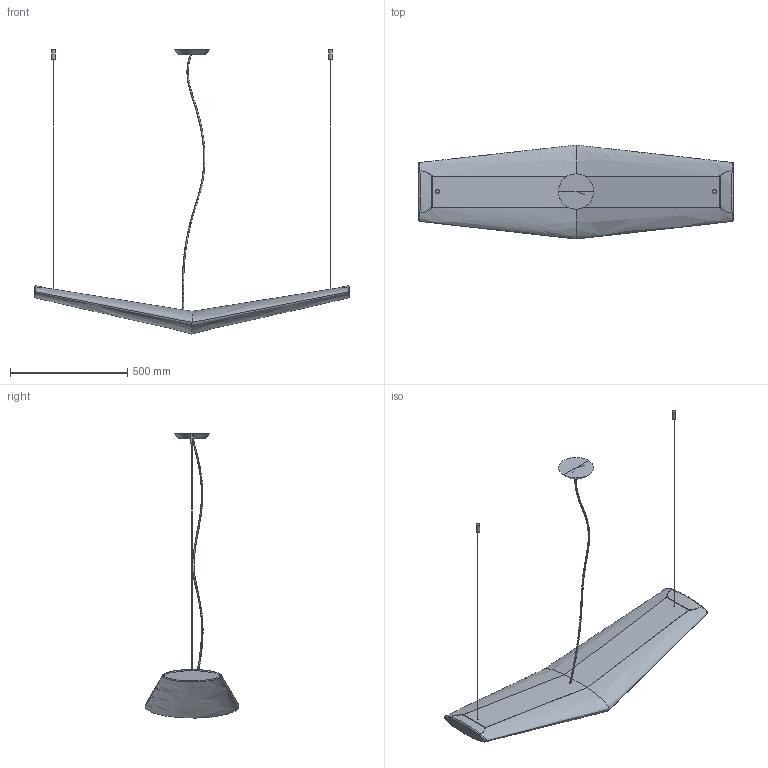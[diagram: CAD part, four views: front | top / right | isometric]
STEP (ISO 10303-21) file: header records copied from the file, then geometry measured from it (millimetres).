
FILE_DESCRIPTION(/* description */ (''),/* implementation_level */ '2;1');
FILE_NAME(/* name */ 'MOUETTE simmetrical',/* time_stamp */ '2009-04-10T16:50:29+02:00',/* author */ (''),/* organization */ (''),/* preprocessor_version */ 'ST-DEVELOPER v10',/* originating_system */ '',/* authorisation */ '');
FILE_SCHEMA (('CONFIG_CONTROL_DESIGN'));
Length unit declared in the file: centimetre
Products named in the file (1): 1
Bounding box: 1340.02 x 400 x 1209.81 mm (x, y, z)
Volume: 319978 mm3; surface area: 1031180.5 mm2
Topology: 6 solids, 8 shells, 46 faces, 108 edges, 68 vertices
Faces by surface type: bspline 46
Entity records: 3972 total; most frequent: CARTESIAN_POINT 3299, ORIENTED_EDGE 170, EDGE_CURVE 100, VERTEX_POINT 68, B_SPLINE_CURVE_WITH_KNOTS 66, EDGE_LOOP 48, ADVANCED_FACE 46, FACE_OUTER_BOUND 46
